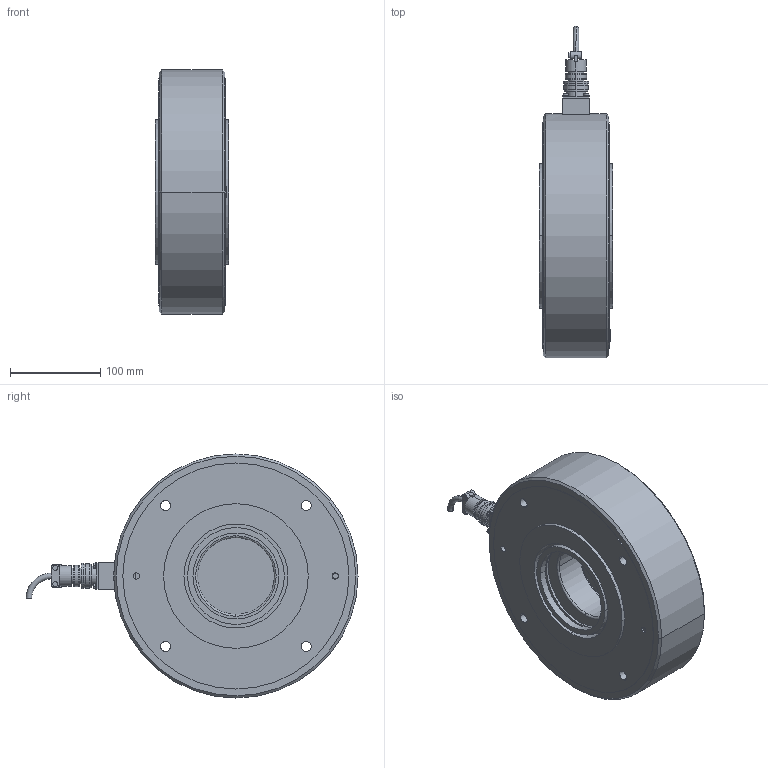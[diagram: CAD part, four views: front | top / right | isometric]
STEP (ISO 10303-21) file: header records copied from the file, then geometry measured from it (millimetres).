
FILE_DESCRIPTION((''),'2;1');
FILE_NAME('L1307052_stp.stp','2019-10-10T12:28:35',(''),(''),'Mechanical Desktop 2009','Mechanical Desktop 2009',', , ');
FILE_SCHEMA(('CONFIG_CONTROL_DESIGN'));
Length unit declared in the file: millimetre
Products named in the file (26): L1307052_STP; L5144004; TEIL1A; L49862; TEIL1AAA; L48998; TEIL1AAAA; L49026; TEIL1AA; L4410401; TEIL1; I-6KT_SCHRAUBE_M8X65A; I-6KT_SCHRAUBE_M8X65; I-6KT_SCHRAUBE_M3X25; I-6KT_SCHRAUBE_M3X25A; FEDERRING_M3A; FEDERRING_M3; V_RING_V95A; V_RING_V95AA; SICHERUNGSRING_J150A; SICHERUNGSRING_J150; PENDELROLLENLAGER_22217; PENDELROLLENLAGER_22217A; FLANSCHDOSE_14S-2P_4-POLIGA; FLANSCHDOSE_14S-2P_4-POLIG; RM_SDB
Assembly tree (34 placements, depth 3):
  L1307052_STP
    L5144004
      TEIL1A
    L49862
      TEIL1AAA
    L48998
      TEIL1AAAA
    L49026
      TEIL1AA
    L4410401  x2
      TEIL1
    I-6KT_SCHRAUBE_M8X65A
      I-6KT_SCHRAUBE_M8X65
    I-6KT_SCHRAUBE_M3X25  x4
      I-6KT_SCHRAUBE_M3X25A
    FEDERRING_M3A  x4
      FEDERRING_M3
    V_RING_V95A
      V_RING_V95AA
    SICHERUNGSRING_J150A
      SICHERUNGSRING_J150
    PENDELROLLENLAGER_22217
      PENDELROLLENLAGER_22217A
    FLANSCHDOSE_14S-2P_4-POLIGA
      FLANSCHDOSE_14S-2P_4-POLIG
    RM_SDB  x3
Bounding box: 81 x 367.15 x 270 mm (x, y, z)
Volume: 3548548 mm3; surface area: 580434 mm2
Topology: 19 solids, 19 shells, 377 faces, 882 edges, 579 vertices
Faces by surface type: cylinder 224, plane 101, cone 30, torus 20, bspline 2
Entity records: 9929 total; most frequent: DIRECTION 1849, CARTESIAN_POINT 1766, ORIENTED_EDGE 1438, AXIS2_PLACEMENT_3D 791, EDGE_CURVE 719, VERTEX_POINT 475, CIRCLE 450, EDGE_LOOP 428
